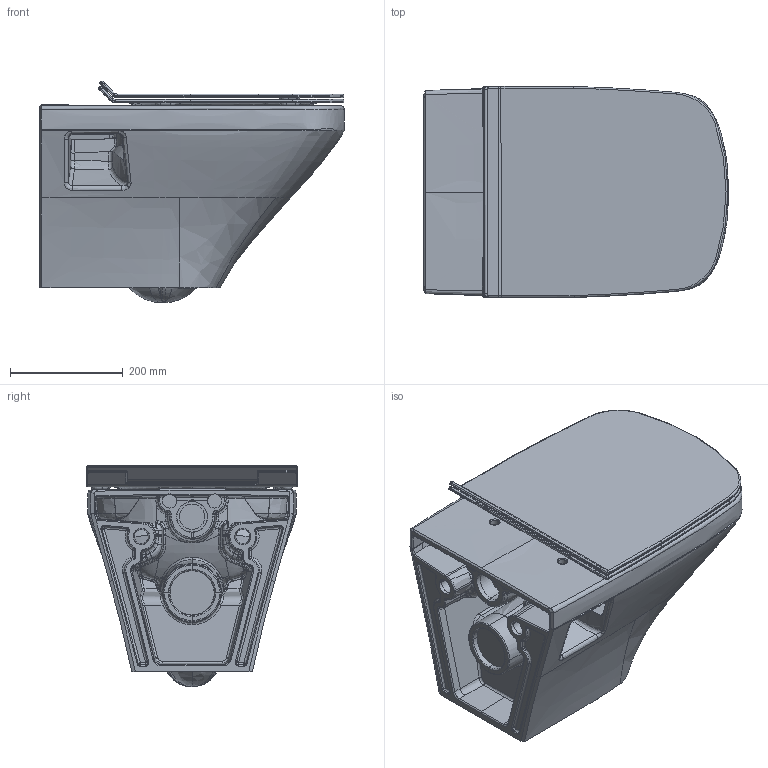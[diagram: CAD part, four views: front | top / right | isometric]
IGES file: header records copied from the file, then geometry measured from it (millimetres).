
Global section: file name: No Iges File Name specified; native system: Autodesk Inventor 2011; preprocessor: AutoDesk Inventor Iges Exporter R2011; author: Administrator; date: 20130529.154639; units: millimetre
Bounding box: 540.11 x 374.56 x 393.74 mm (x, y, z)
Volume: 19646180.5 mm3; surface area: 1825498.2 mm2
Topology: 9 solids, 9 shells, 1420 faces, 3500 edges, 2082 vertices
Faces by surface type: bspline 1043, revolution 116, plane 103, cylinder 85, torus 69, cone 4
